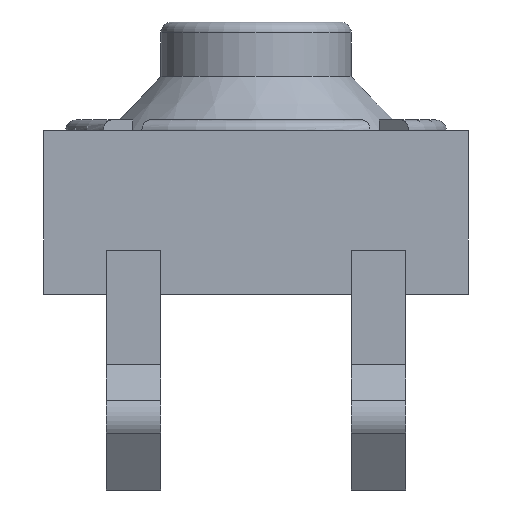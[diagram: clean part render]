
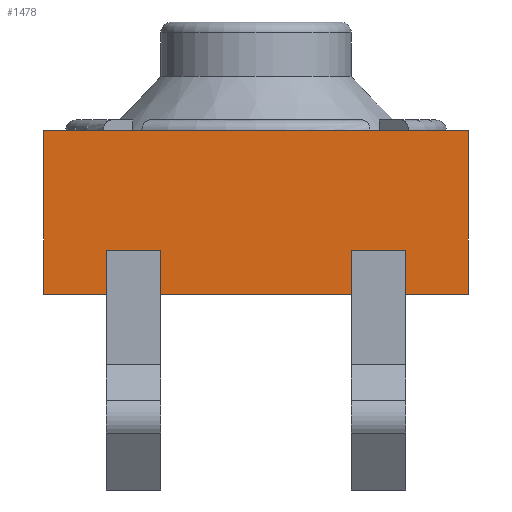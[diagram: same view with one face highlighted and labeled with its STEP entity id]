
A CAD part, left-side view. The second image highlights one B-rep face of the part: STEP entity #1478.
In plain terms, the highlighted planar face has unit normal (-1, 0, 0).
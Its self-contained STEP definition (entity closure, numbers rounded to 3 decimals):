
#98=LINE('',#2407,#224);
#112=LINE('',#2444,#238);
#113=LINE('',#2447,#239);
#114=LINE('',#2448,#240);
#224=VECTOR('',#1846,10.);
#238=VECTOR('',#1892,10.);
#239=VECTOR('',#1895,10.);
#240=VECTOR('',#1896,10.);
#346=PLANE('',#1625);
#408=FACE_OUTER_BOUND('',#511,.T.);
#511=EDGE_LOOP('',(#1146,#1147,#1148,#1149));
#705=VERTEX_POINT('',#2404);
#706=VERTEX_POINT('',#2406);
#713=VERTEX_POINT('',#2442);
#714=VERTEX_POINT('',#2446);
#843=EDGE_CURVE('',#705,#706,#98,.T.);
#864=EDGE_CURVE('',#713,#706,#112,.T.);
#865=EDGE_CURVE('',#713,#714,#113,.T.);
#866=EDGE_CURVE('',#714,#705,#114,.T.);
#1146=ORIENTED_EDGE('',*,*,#865,.F.);
#1147=ORIENTED_EDGE('',*,*,#864,.T.);
#1148=ORIENTED_EDGE('',*,*,#843,.F.);
#1149=ORIENTED_EDGE('',*,*,#866,.F.);
#1478=ADVANCED_FACE('',(#408),#346,.T.);
#1625=AXIS2_PLACEMENT_3D('',#2445,#1893,#1894);
#1846=DIRECTION('',(0.,-1.,0.));
#1892=DIRECTION('',(0.,0.,1.));
#1893=DIRECTION('center_axis',(-1.,0.,0.));
#1894=DIRECTION('ref_axis',(0.,-1.,0.));
#1895=DIRECTION('',(0.,1.,0.));
#1896=DIRECTION('',(0.,0.,1.));
#2404=CARTESIAN_POINT('',(-3.9,3.9,3.));
#2406=CARTESIAN_POINT('',(-3.9,-3.9,3.));
#2407=CARTESIAN_POINT('',(-3.9,-3.9,3.));
#2442=CARTESIAN_POINT('',(-3.9,-3.9,0.));
#2444=CARTESIAN_POINT('',(-3.9,-3.9,0.));
#2445=CARTESIAN_POINT('Origin',(-3.9,3.9,0.));
#2446=CARTESIAN_POINT('',(-3.9,3.9,0.));
#2447=CARTESIAN_POINT('',(-3.9,-3.9,0.));
#2448=CARTESIAN_POINT('',(-3.9,3.9,0.));
